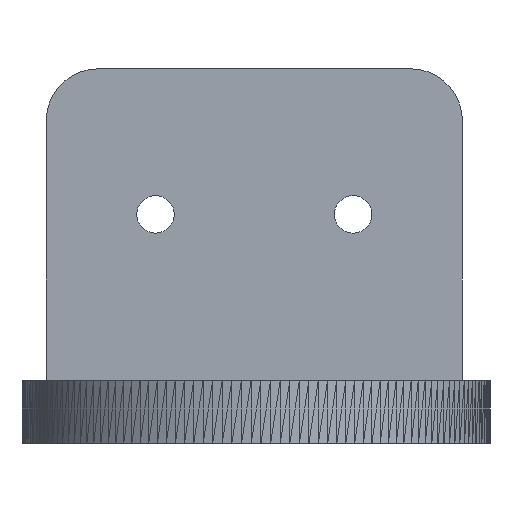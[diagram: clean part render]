
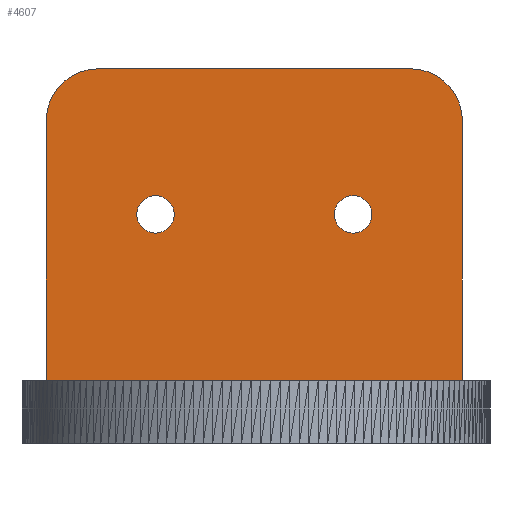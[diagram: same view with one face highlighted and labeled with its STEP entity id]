
A CAD part, front view. The second image highlights one B-rep face of the part: STEP entity #4607.
In plain terms, the highlighted planar face has unit normal (0, -1, 0).
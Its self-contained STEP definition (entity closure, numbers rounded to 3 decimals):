
#22=FACE_BOUND('',#678,.T.);
#23=FACE_BOUND('',#679,.T.);
#34=PLANE('',#4957);
#352=FACE_OUTER_BOUND('',#677,.T.);
#677=EDGE_LOOP('',(#3491,#3492,#3493,#3494,#3495,#3496,#3497,#3498,#3499,
#3500));
#678=EDGE_LOOP('',(#3501));
#679=EDGE_LOOP('',(#3502));
#999=LINE('',#6629,#1636);
#1006=LINE('',#6649,#1643);
#1166=LINE('',#6969,#1803);
#1167=LINE('',#6971,#1804);
#1168=LINE('',#6972,#1805);
#1169=LINE('',#6974,#1806);
#1170=LINE('',#6976,#1807);
#1171=LINE('',#6977,#1808);
#1636=VECTOR('',#5324,10.);
#1643=VECTOR('',#5341,10.);
#1803=VECTOR('',#5507,10.);
#1804=VECTOR('',#5508,10.);
#1805=VECTOR('',#5509,10.);
#1806=VECTOR('',#5510,10.);
#1807=VECTOR('',#5511,10.);
#1808=VECTOR('',#5512,10.);
#2272=CIRCLE('',#4941,0.9);
#2274=CIRCLE('',#4944,0.9);
#2277=CIRCLE('',#4948,2.5);
#2279=CIRCLE('',#4953,2.5);
#2290=VERTEX_POINT('',#6604);
#2292=VERTEX_POINT('',#6610);
#2296=VERTEX_POINT('',#6619);
#2297=VERTEX_POINT('',#6621);
#2299=VERTEX_POINT('',#6627);
#2303=VERTEX_POINT('',#6639);
#2306=VERTEX_POINT('',#6646);
#2307=VERTEX_POINT('',#6648);
#2464=VERTEX_POINT('',#6968);
#2465=VERTEX_POINT('',#6970);
#2466=VERTEX_POINT('',#6973);
#2467=VERTEX_POINT('',#6975);
#2634=EDGE_CURVE('',#2290,#2290,#2272,.T.);
#2637=EDGE_CURVE('',#2292,#2292,#2274,.T.);
#2642=EDGE_CURVE('',#2296,#2297,#2277,.T.);
#2646=EDGE_CURVE('',#2299,#2296,#999,.T.);
#2652=EDGE_CURVE('',#2303,#2299,#2279,.T.);
#2655=EDGE_CURVE('',#2306,#2307,#1006,.T.);
#2815=EDGE_CURVE('',#2464,#2303,#1166,.T.);
#2816=EDGE_CURVE('',#2464,#2465,#1167,.T.);
#2817=EDGE_CURVE('',#2307,#2465,#1168,.T.);
#2818=EDGE_CURVE('',#2466,#2306,#1169,.T.);
#2819=EDGE_CURVE('',#2466,#2467,#1170,.T.);
#2820=EDGE_CURVE('',#2467,#2297,#1171,.T.);
#3491=ORIENTED_EDGE('',*,*,#2642,.F.);
#3492=ORIENTED_EDGE('',*,*,#2646,.F.);
#3493=ORIENTED_EDGE('',*,*,#2652,.F.);
#3494=ORIENTED_EDGE('',*,*,#2815,.F.);
#3495=ORIENTED_EDGE('',*,*,#2816,.T.);
#3496=ORIENTED_EDGE('',*,*,#2817,.F.);
#3497=ORIENTED_EDGE('',*,*,#2655,.F.);
#3498=ORIENTED_EDGE('',*,*,#2818,.F.);
#3499=ORIENTED_EDGE('',*,*,#2819,.T.);
#3500=ORIENTED_EDGE('',*,*,#2820,.T.);
#3501=ORIENTED_EDGE('',*,*,#2634,.T.);
#3502=ORIENTED_EDGE('',*,*,#2637,.T.);
#4607=ADVANCED_FACE('',(#352,#22,#23),#34,.T.);
#4941=AXIS2_PLACEMENT_3D('',#6605,#5300,#5301);
#4944=AXIS2_PLACEMENT_3D('',#6611,#5307,#5308);
#4948=AXIS2_PLACEMENT_3D('',#6622,#5317,#5318);
#4953=AXIS2_PLACEMENT_3D('',#6641,#5335,#5336);
#4957=AXIS2_PLACEMENT_3D('',#6967,#5505,#5506);
#5300=DIRECTION('center_axis',(0.,1.,0.));
#5301=DIRECTION('ref_axis',(1.,0.,0.));
#5307=DIRECTION('center_axis',(0.,1.,0.));
#5308=DIRECTION('ref_axis',(1.,0.,0.));
#5317=DIRECTION('center_axis',(0.,1.,0.));
#5318=DIRECTION('ref_axis',(0.707,0.,0.707));
#5324=DIRECTION('',(1.,0.,0.));
#5335=DIRECTION('center_axis',(0.,1.,0.));
#5336=DIRECTION('ref_axis',(-0.707,0.,0.707));
#5341=DIRECTION('',(-1.,0.,0.));
#5505=DIRECTION('center_axis',(0.,-1.,0.));
#5506=DIRECTION('ref_axis',(0.,0.,-1.));
#5507=DIRECTION('',(0.,0.,1.));
#5508=DIRECTION('',(1.,0.,0.));
#5509=DIRECTION('',(0.,0.,-1.));
#5510=DIRECTION('',(0.,0.,1.));
#5511=DIRECTION('',(1.,0.,0.));
#5512=DIRECTION('',(0.,0.,1.));
#6604=CARTESIAN_POINT('',(151.452,42.212,151.));
#6605=CARTESIAN_POINT('Origin',(152.352,42.212,151.));
#6610=CARTESIAN_POINT('',(141.952,42.212,151.));
#6611=CARTESIAN_POINT('Origin',(142.852,42.212,151.));
#6619=CARTESIAN_POINT('',(155.102,42.212,158.));
#6621=CARTESIAN_POINT('',(157.602,42.212,155.5));
#6622=CARTESIAN_POINT('Origin',(155.102,42.212,155.5));
#6627=CARTESIAN_POINT('',(140.102,42.212,158.));
#6629=CARTESIAN_POINT('',(146.637,42.212,158.));
#6639=CARTESIAN_POINT('',(137.602,42.212,155.5));
#6641=CARTESIAN_POINT('Origin',(140.102,42.212,155.5));
#6646=CARTESIAN_POINT('',(155.082,42.212,143.));
#6648=CARTESIAN_POINT('',(140.282,42.212,143.));
#6649=CARTESIAN_POINT('',(142.692,42.212,143.));
#6967=CARTESIAN_POINT('Origin',(147.602,42.212,146.5));
#6968=CARTESIAN_POINT('',(137.602,42.212,140.));
#6969=CARTESIAN_POINT('',(137.602,42.212,148.606));
#6970=CARTESIAN_POINT('',(140.282,42.212,140.));
#6971=CARTESIAN_POINT('',(137.602,42.212,140.));
#6972=CARTESIAN_POINT('',(140.282,42.212,143.25));
#6973=CARTESIAN_POINT('',(155.082,42.212,140.));
#6974=CARTESIAN_POINT('',(155.082,42.212,143.25));
#6975=CARTESIAN_POINT('',(157.602,42.212,140.));
#6976=CARTESIAN_POINT('',(137.602,42.212,140.));
#6977=CARTESIAN_POINT('',(157.602,42.212,140.));
